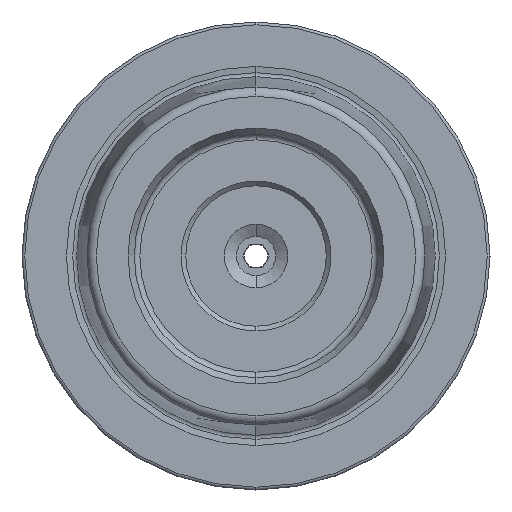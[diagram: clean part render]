
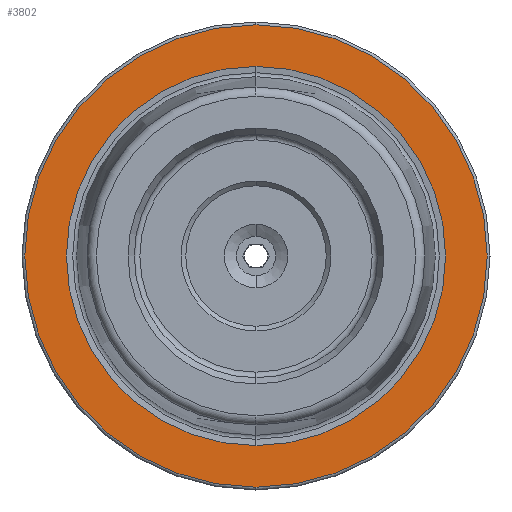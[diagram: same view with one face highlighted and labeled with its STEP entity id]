
A CAD part, left-side view. The second image highlights one B-rep face of the part: STEP entity #3802.
In plain terms, the highlighted planar face has unit normal (-1, 0, 0).
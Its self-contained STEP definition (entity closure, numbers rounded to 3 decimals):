
#497 = AXIS2_PLACEMENT_3D ( 'NONE', #2911, #3066, #3065 ) ;
#498 = AXIS2_PLACEMENT_3D ( 'NONE', #2885, #2883, #2877 ) ;
#541 = AXIS2_PLACEMENT_3D ( 'NONE', #4216, #4218, #4219 ) ;
#544 = AXIS2_PLACEMENT_3D ( 'NONE', #4185, #4186, #4187 ) ;
#676 = EDGE_CURVE ( 'NONE', #2094, #2099, #1880, .T. ) ;
#681 = EDGE_CURVE ( 'NONE', #2101, #2102, #1871, .T. ) ;
#782 = EDGE_CURVE ( 'NONE', #2102, #2101, #2402, .T. ) ;
#784 = EDGE_CURVE ( 'NONE', #2099, #2094, #2411, .T. ) ;
#1002 = AXIS2_PLACEMENT_3D ( 'NONE', #2696, #2695, #2719 ) ;
#1478 = FACE_BOUND ( 'NONE', #3338, .T. ) ;
#1482 = FACE_OUTER_BOUND ( 'NONE', #3113, .T. ) ;
#1871 = CIRCLE ( 'NONE', #541, 24.7 ) ;
#1880 = CIRCLE ( 'NONE', #544, 20.258 ) ;
#2094 = VERTEX_POINT ( 'NONE', #3986 ) ;
#2099 = VERTEX_POINT ( 'NONE', #3991 ) ;
#2101 = VERTEX_POINT ( 'NONE', #3993 ) ;
#2102 = VERTEX_POINT ( 'NONE', #3994 ) ;
#2208 = ORIENTED_EDGE ( 'NONE', *, *, #782, .T. ) ;
#2209 = ORIENTED_EDGE ( 'NONE', *, *, #681, .T. ) ;
#2210 = ORIENTED_EDGE ( 'NONE', *, *, #676, .F. ) ;
#2211 = ORIENTED_EDGE ( 'NONE', *, *, #784, .F. ) ;
#2402 = CIRCLE ( 'NONE', #498, 24.7 ) ;
#2411 = CIRCLE ( 'NONE', #497, 20.258 ) ;
#2695 = DIRECTION ( 'NONE',  ( 1., 0., 0. ) ) ;
#2696 = CARTESIAN_POINT ( 'NONE',  ( 0., 24.7, 0. ) ) ;
#2719 = DIRECTION ( 'NONE',  ( 0., 0., -1. ) ) ;
#2721 = PLANE ( 'NONE',  #1002 ) ;
#2877 = DIRECTION ( 'NONE',  ( 0., 0., 1. ) ) ;
#2883 = DIRECTION ( 'NONE',  ( -1., 0., 0. ) ) ;
#2885 = CARTESIAN_POINT ( 'NONE',  ( 0., 0., 0. ) ) ;
#2911 = CARTESIAN_POINT ( 'NONE',  ( 0., 0., 0. ) ) ;
#3065 = DIRECTION ( 'NONE',  ( 0., 0., 1. ) ) ;
#3066 = DIRECTION ( 'NONE',  ( -1., 0., 0. ) ) ;
#3113 = EDGE_LOOP ( 'NONE', ( #2209, #2208 ) ) ;
#3338 = EDGE_LOOP ( 'NONE', ( #2211, #2210 ) ) ;
#3802 = ADVANCED_FACE ( 'NONE', ( #1478, #1482 ), #2721, .F. ) ;
#3986 = CARTESIAN_POINT ( 'NONE',  ( 0., 0., -20.258 ) ) ;
#3991 = CARTESIAN_POINT ( 'NONE',  ( 0., 0., 20.258 ) ) ;
#3993 = CARTESIAN_POINT ( 'NONE',  ( 0., 0., 24.7 ) ) ;
#3994 = CARTESIAN_POINT ( 'NONE',  ( 0., 0., -24.7 ) ) ;
#4185 = CARTESIAN_POINT ( 'NONE',  ( 0., 0., 0. ) ) ;
#4186 = DIRECTION ( 'NONE',  ( -1., 0., 0. ) ) ;
#4187 = DIRECTION ( 'NONE',  ( 0., 0., 1. ) ) ;
#4216 = CARTESIAN_POINT ( 'NONE',  ( 0., 0., 0. ) ) ;
#4218 = DIRECTION ( 'NONE',  ( -1., 0., 0. ) ) ;
#4219 = DIRECTION ( 'NONE',  ( 0., 0., 1. ) ) ;
